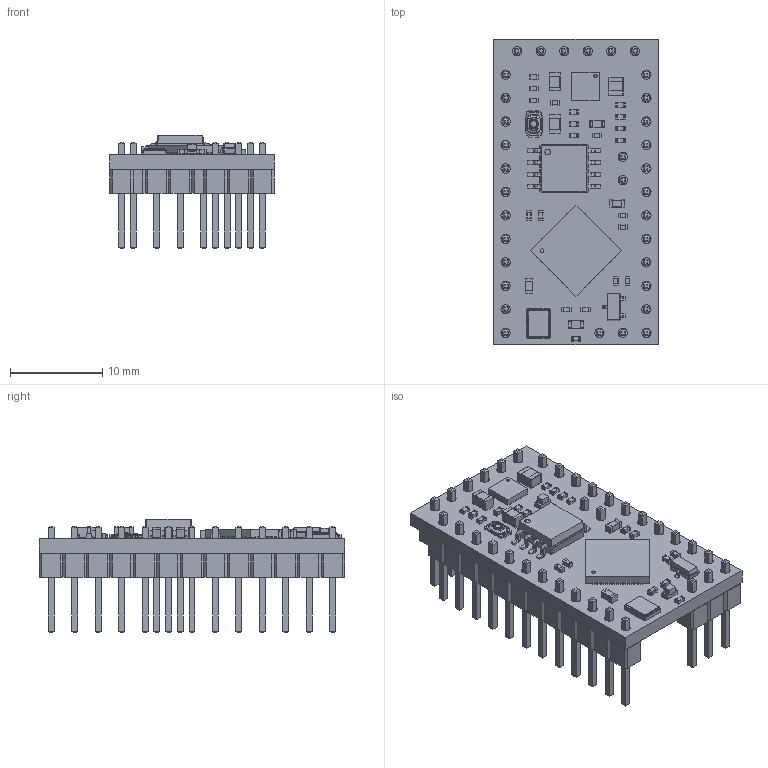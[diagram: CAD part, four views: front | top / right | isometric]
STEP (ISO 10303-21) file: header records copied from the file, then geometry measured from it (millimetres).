
FILE_DESCRIPTION(('KiCad electronic assembly'),'2;1');
FILE_NAME('RP2040-ProMini.step','2023-07-17T23:09:28',('Pcbnew'),( 'Kicad'),'Open CASCADE STEP processor 7.6','KiCad to STEP converter' ,'Unknown');
FILE_SCHEMA(('AUTOMOTIVE_DESIGN { 1 0 10303 214 1 1 1 1 }'));
Length unit declared in the file: millimetre
Products named in the file (32): RP2040-ProMini 1; C_0805_2012Metric; SOLID; LED_0603_1608Metric; C_0402_1005Metric; R_0402_1005Metric; SOIC-8_5.275x5.275mm_P1.27mm; EVP-BB4A9B000--3DModel-STEP-56544; COMPOUND; Crystal_SMD_3225-4Pin_3.2x2.5mm; QFN-56-1EP_7x7mm_P0.4mm_EP3.2x3.2mm; SOT-23; TPS63060DSCT; C_0603_1608Metric; DFE201612E-2R2M=P2; PinHeader_1x12_P2.54mm_Vertical; PinHeader_1x06_P2.54mm_Vertical; PinHeader_1x02_P2.54mm_Vertical; RP2040-ProMini PCB
Assembly tree (55 placements, depth 3):
  RP2040-ProMini 1
    C_0805_2012Metric  x2
      SOLID
    LED_0603_1608Metric  x2
      SOLID
    C_0402_1005Metric  x11
      SOLID
    R_0402_1005Metric  x10
      SOLID
    SOIC-8_5.275x5.275mm_P1.27mm
      SOLID
    EVP-BB4A9B000--3DModel-STEP-56544
      COMPOUND
    Crystal_SMD_3225-4Pin_3.2x2.5mm
      SOLID
    QFN-56-1EP_7x7mm_P0.4mm_EP3.2x3.2mm
      SOLID
    SOT-23
      SOLID
    TPS63060DSCT
      COMPOUND
    C_0603_1608Metric  x2
      SOLID
    DFE201612E-2R2M=P2
      COMPOUND
    PinHeader_1x12_P2.54mm_Vertical  x2
      SOLID
    PinHeader_1x06_P2.54mm_Vertical
      SOLID
    PinHeader_1x02_P2.54mm_Vertical  x2
      SOLID
    RP2040-ProMini PCB
Bounding box: 17.78 x 33.02 x 12.29 mm (x, y, z)
Volume: 1692.1 mm3; surface area: 3656 mm2
Topology: 61 solids, 61 shells, 2829 faces, 7244 edges, 4652 vertices
Faces by surface type: plane 2195, cylinder 522, bspline 93, sphere 8, cone 6, torus 5
Full cylindrical faces by diameter (mm): 0.3 x5, 0.4 x1, 0.6 x1, 1 x34
Entity records: 132319 total; most frequent: CARTESIAN_POINT 27611, DIRECTION 17940, LINE 12810, VECTOR 12810, ORIENTED_EDGE 9598, PCURVE 9598, DEFINITIONAL_REPRESENTATION 9598, EDGE_CURVE 4799
